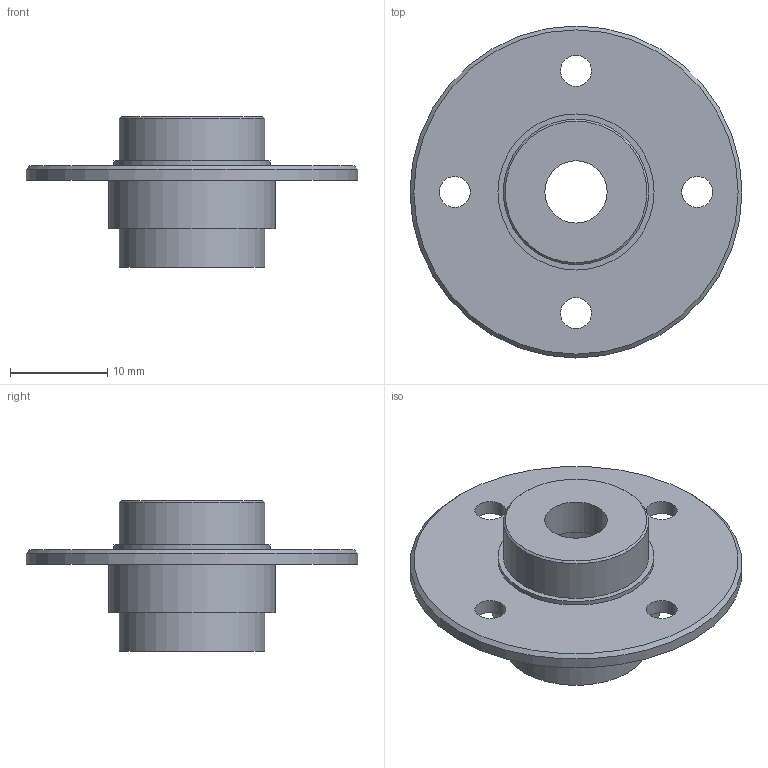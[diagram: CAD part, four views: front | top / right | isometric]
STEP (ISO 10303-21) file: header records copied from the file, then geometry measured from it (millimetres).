
FILE_DESCRIPTION(/* description */ (''),/* implementation_level */ '2;1');
FILE_NAME(/* name */ 'Sun carrier.step',/* time_stamp */ '2019-12-26T23:18:20+09:00',/* author */ (''),/* organization */ (''),/* preprocessor_version */ 'ST-DEVELOPER v18',/* originating_system */ 'Autodesk Translation Framework v8.12.0.6',/* authorisation */ '');
FILE_SCHEMA (('AUTOMOTIVE_DESIGN { 1 0 10303 214 3 1 1 }'));
Length unit declared in the file: millimetre
Products named in the file (1): Sun carrier type 2
Bounding box: 34.22 x 34.22 x 15.55 mm (x, y, z)
Volume: 2865.7 mm3; surface area: 3083.9 mm2
Topology: 1 solids, 1 shells, 20 faces, 43 edges, 30 vertices
Faces by surface type: cylinder 11, plane 7, cone 2
Full cylindrical faces by diameter (mm): 3.2 x4, 6.425 x1, 11 x1, 15 x2, 16.093 x1, 17.2 x1, 34.222 x1
Entity records: 622 total; most frequent: DIRECTION 115, CARTESIAN_POINT 94, ORIENTED_EDGE 86, AXIS2_PLACEMENT_3D 51, EDGE_CURVE 43, EDGE_LOOP 35, CIRCLE 30, VERTEX_POINT 30
